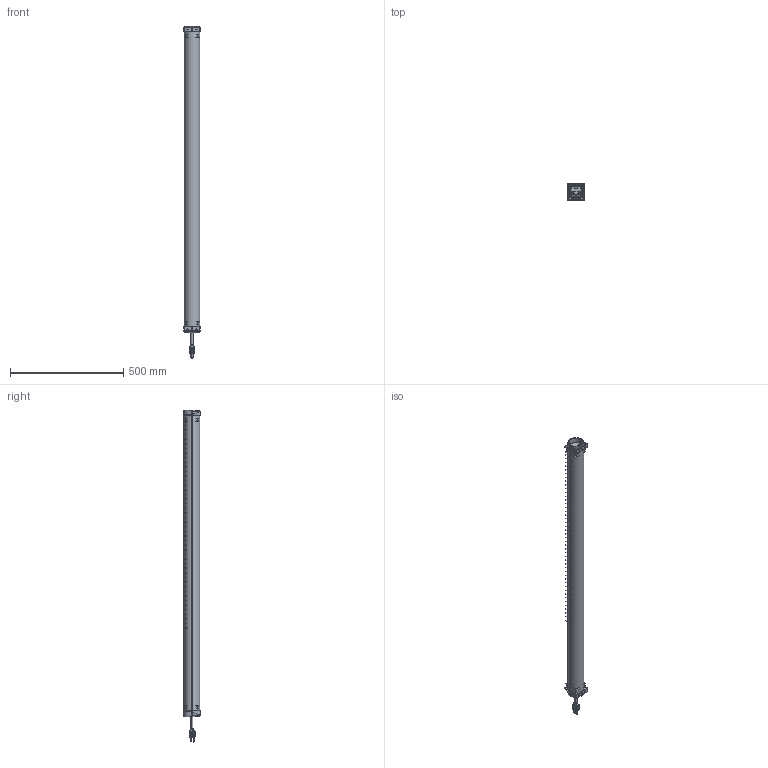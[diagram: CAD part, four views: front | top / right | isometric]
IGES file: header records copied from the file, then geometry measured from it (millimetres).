
Start section:  PTC IGES file: 194192.igs
Global section: file name: 194192.igs; native system: Creo Parametric by Parametric Technology Corporation; preprocessor: 2013230; author: PDMAdmin; organization: Unknown; date: 20160329.115254; units: millimetre
Bounding box: 73.13 x 75.24 x 1462.9 mm (x, y, z)
Volume: 1610078.3 mm3; surface area: 5839070.6 mm2
Topology: 12 solids, 12 shells, 4634 faces, 24494 edges, 30278 vertices
Faces by surface type: bspline 3516, revolution 1118
